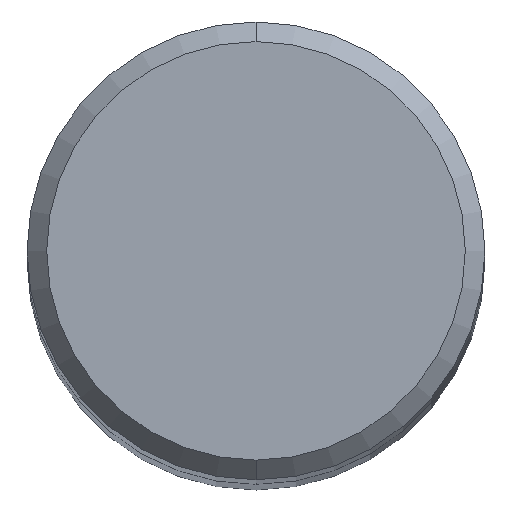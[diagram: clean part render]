
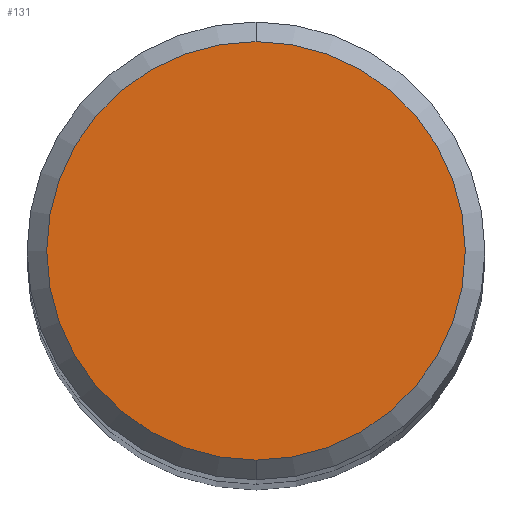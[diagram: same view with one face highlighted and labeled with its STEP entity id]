
A CAD part, top view. The second image highlights one B-rep face of the part: STEP entity #131.
In plain terms, the highlighted planar face has unit normal (0, 0, 1).
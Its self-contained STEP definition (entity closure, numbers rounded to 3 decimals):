
#103=EDGE_CURVE('',#163,#107,#226,.T.);
#107=VERTEX_POINT('',#230);
#109=EDGE_CURVE('',#107,#163,#232,.T.);
#131=ADVANCED_FACE('',(#255),#256,.T.);
#163=VERTEX_POINT('',#293);
#226=CIRCLE('',#353,6.4);
#230=CARTESIAN_POINT('',(0.,-6.4,0.0));
#232=CIRCLE('',#362,6.4);
#255=FACE_OUTER_BOUND('',#398,.T.);
#256=PLANE('',#399);
#293=CARTESIAN_POINT('',(0.0,6.4,0.0));
#353=AXIS2_PLACEMENT_3D('',#504,#505,#506);
#362=AXIS2_PLACEMENT_3D('',#508,#509,#510);
#398=EDGE_LOOP('',(#529,#530));
#399=AXIS2_PLACEMENT_3D('',#531,#532,#533);
#504=CARTESIAN_POINT('',(0.0,0.0,0.0));
#505=DIRECTION('',(0.0,0.0,-1.0));
#506=DIRECTION('',(0.0,1.0,0.0));
#508=CARTESIAN_POINT('',(0.0,0.0,0.0));
#509=DIRECTION('',(0.0,0.0,-1.0));
#510=DIRECTION('',(0.0,1.0,0.0));
#529=ORIENTED_EDGE('',*,*,#103,.F.);
#530=ORIENTED_EDGE('',*,*,#109,.F.);
#531=CARTESIAN_POINT('',(0.0,3.2,0.0));
#532=DIRECTION('',(-0.0,0.0,1.0));
#533=DIRECTION('',(0.0,-1.0,0.0));
